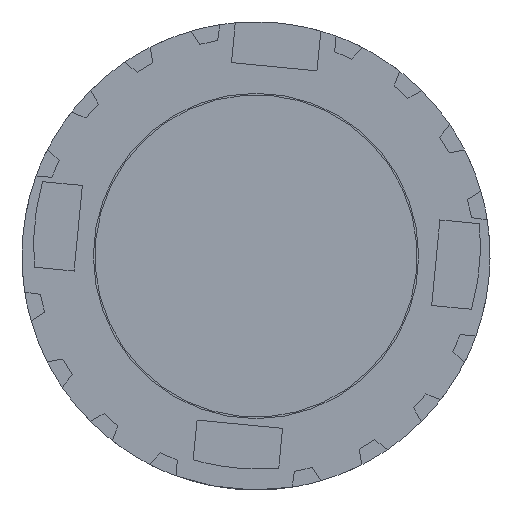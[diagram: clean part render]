
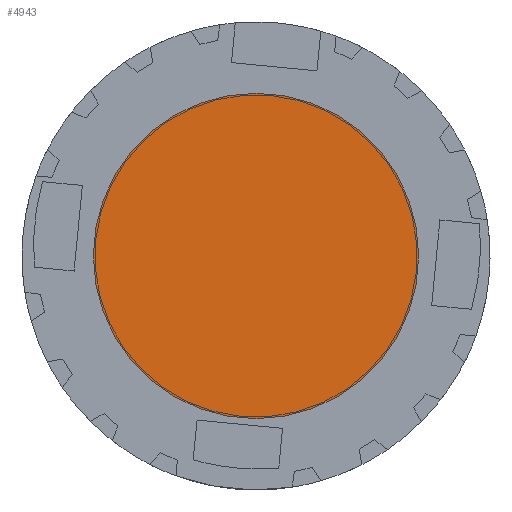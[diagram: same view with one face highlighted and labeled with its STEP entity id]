
A CAD part, front view. The second image highlights one B-rep face of the part: STEP entity #4943.
In plain terms, the highlighted planar face has unit normal (0, -1, 0).
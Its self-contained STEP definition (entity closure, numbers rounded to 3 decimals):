
#4716=CARTESIAN_POINT('',(0.755,-20.202,0.));
#4717=DIRECTION('',(0.,-1.,0.));
#4718=DIRECTION('',(1.,0.,0.));
#4719=AXIS2_PLACEMENT_3D('',#4716,#4717,#4718);
#4724=CARTESIAN_POINT('',(0.755,-20.202,0.));
#4725=DIRECTION('',(0.,-1.,0.));
#4726=DIRECTION('',(-1.,0.,0.));
#4727=AXIS2_PLACEMENT_3D('',#4724,#4725,#4726);
#4763=CARTESIAN_POINT('',(-9.845,-20.202,0.));
#4765=VERTEX_POINT('',#4763);
#4767=CARTESIAN_POINT('',(11.355,-20.202,0.));
#4769=VERTEX_POINT('',#4767);
#4933=CARTESIAN_POINT('',(0.755,-20.202,0.));
#4934=DIRECTION('',(0.,1.,0.));
#4935=DIRECTION('',(-1.,0.,0.));
#4936=AXIS2_PLACEMENT_3D('',#4933,#4934,#4935);
#4937=PLANE('',#4936);
#4939=ORIENTED_EDGE('',*,*,#4938,.F.);
#4940=ORIENTED_EDGE('',*,*,#4916,.F.);
#4941=EDGE_LOOP('',(#4939,#4940));
#4942=FACE_OUTER_BOUND('',#4941,.F.);
#4720=CIRCLE('',#4719,10.6);
#4728=CIRCLE('',#4727,10.6);
#4916=EDGE_CURVE('',#4765,#4769,#4728,.T.);
#4938=EDGE_CURVE('',#4769,#4765,#4720,.T.);
#4943=ADVANCED_FACE('',(#4942),#4937,.F.);
